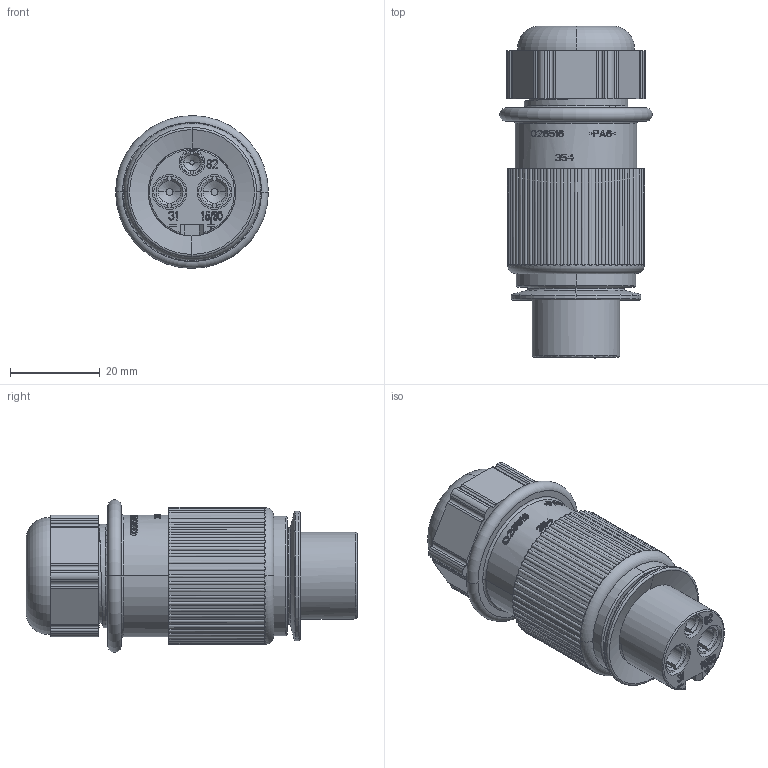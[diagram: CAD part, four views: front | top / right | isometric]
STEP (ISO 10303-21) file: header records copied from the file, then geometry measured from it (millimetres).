
FILE_DESCRIPTION((''),'2;1');
FILE_NAME('251106-020812_ASM_1_SW0004','2014-12-19T',('temk'),(''),'PRO/ENGINEER BY PARAMETRIC TECHNOLOGY CORPORATION, 2012480','PRO/ENGINEER BY PARAMETRIC TECHNOLOGY CORPORATION, 2012480','');
FILE_SCHEMA(('CONFIG_CONTROL_DESIGN'));
Length unit declared in the file: millimetre
Products named in the file (1): 251106-020812_ASM_1_SW0004
Bounding box: 34 x 73.84 x 34 mm (x, y, z)
Volume: 40961.4 mm3; surface area: 11827.7 mm2
Topology: 1 solids, 1 shells, 1165 faces, 3331 edges, 2218 vertices
Faces by surface type: plane 854, cylinder 219, extrusion 50, torus 21, cone 18, bspline 3
Entity records: 39266 total; most frequent: CARTESIAN_POINT 9722, ORIENTED_EDGE 6662, DIRECTION 5571, EDGE_CURVE 3331, VERTEX_POINT 2218, AXIS2_PLACEMENT_3D 1996, VECTOR 1579, LINE 1529
